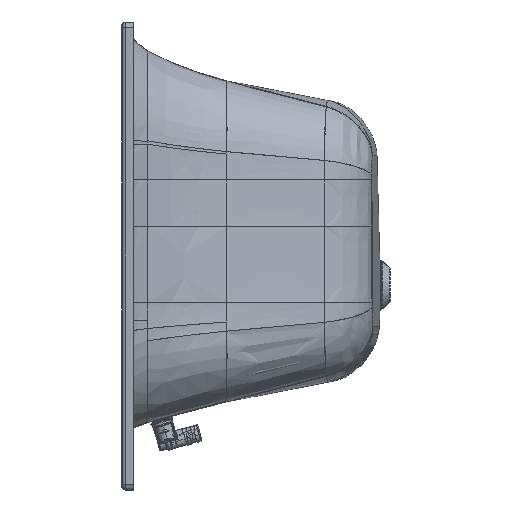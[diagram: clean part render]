
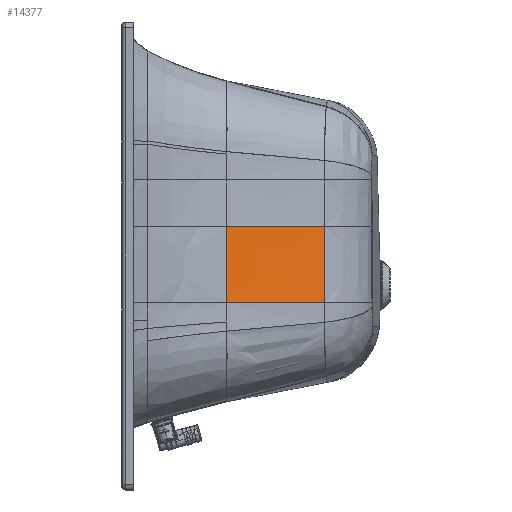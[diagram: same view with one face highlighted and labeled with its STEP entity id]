
A CAD part, left-side view. The second image highlights one B-rep face of the part: STEP entity #14377.
In plain terms, the highlighted free-form (B-spline) face has degree [3, 3] with [4, 4] control points.
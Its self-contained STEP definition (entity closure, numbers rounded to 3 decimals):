
#2230=DIRECTION('',(0.,0.,1.));
#2231=VECTOR('',#2230,130.);
#2232=CARTESIAN_POINT('',(-642.515,-346.685,-80.));
#2233=LINE('',#2232,#2231);
#2234=DIRECTION('',(0.,0.,-1.));
#2235=VECTOR('',#2234,130.);
#2236=CARTESIAN_POINT('',(-721.4,-179.854,50.));
#2237=LINE('',#2236,#2235);
#2238=CARTESIAN_POINT('',(-721.4,-179.854,50.));
#2239=CARTESIAN_POINT('',(-694.251,-235.055,50.));
#2240=CARTESIAN_POINT('',(-667.952,-290.675,50.));
#2241=CARTESIAN_POINT('',(-642.515,-346.685,50.));
#2252=CARTESIAN_POINT('',(-642.515,-346.685,-80.));
#2267=CARTESIAN_POINT('',(-721.4,-179.854,-80.));
#2269=CARTESIAN_POINT('',(-721.4,-179.854,-80.));
#2270=CARTESIAN_POINT('',(-694.251,-235.055,-80.));
#2271=CARTESIAN_POINT('',(-667.952,-290.675,-80.));
#2272=CARTESIAN_POINT('',(-642.515,-346.685,-80.));
#7839=VERTEX_POINT('',#2267);
#7840=CARTESIAN_POINT('',(-721.4,-179.854,50.));
#7841=VERTEX_POINT('',#7840);
#7849=VERTEX_POINT('',#2252);
#7850=CARTESIAN_POINT('',(-642.515,-346.685,50.));
#7851=VERTEX_POINT('',#7850);
#14352=CARTESIAN_POINT('',(-640.99,-350.046,-82.6));
#14353=CARTESIAN_POINT('',(-640.99,-350.046,
-37.533));
#14354=CARTESIAN_POINT('',(-640.99,-350.046,
7.533));
#14355=CARTESIAN_POINT('',(-640.99,-350.046,52.6));
#14356=CARTESIAN_POINT('',(-667.409,-291.779,-82.6));
#14357=CARTESIAN_POINT('',(-667.409,-291.779,
-37.533));
#14358=CARTESIAN_POINT('',(-667.409,-291.779,
7.533));
#14359=CARTESIAN_POINT('',(-667.409,-291.779,52.6));
#14360=CARTESIAN_POINT('',(-694.76,-233.934,-82.6));
#14361=CARTESIAN_POINT('',(-694.76,-233.934,
-37.533));
#14362=CARTESIAN_POINT('',(-694.76,-233.934,
7.533));
#14363=CARTESIAN_POINT('',(-694.76,-233.934,52.6));
#14364=CARTESIAN_POINT('',(-723.029,-176.542,-82.6));
#14365=CARTESIAN_POINT('',(-723.029,-176.542,
-37.533));
#14366=CARTESIAN_POINT('',(-723.029,-176.542,
7.533));
#14367=CARTESIAN_POINT('',(-723.029,-176.542,52.6));
#14368=B_SPLINE_SURFACE_WITH_KNOTS('',3,3,((#14352,#14353,#14354,#14355),
(#14356,#14357,#14358,#14359),(#14360,#14361,#14362,#14363),(#14364,#14365,
#14366,#14367)),.UNSPECIFIED.,.F.,.F.,.F.,(4,4),(4,4),(0.344,
1.013),(-0.02,1.02),.UNSPECIFIED.);
#14369=ORIENTED_EDGE('',*,*,#12508,.F.);
#14371=ORIENTED_EDGE('',*,*,#14370,.F.);
#14373=ORIENTED_EDGE('',*,*,#14372,.F.);
#14374=ORIENTED_EDGE('',*,*,#14344,.T.);
#14375=EDGE_LOOP('',(#14369,#14371,#14373,#14374));
#14376=FACE_OUTER_BOUND('',#14375,.F.);
#14377=ADVANCED_FACE('',(#14376),#14368,.F.);
#2242=B_SPLINE_CURVE_WITH_KNOTS('',3,(#2238,#2239,#2240,#2241),.UNSPECIFIED.,
.F.,.F.,(4,4),(0.,1.),.UNSPECIFIED.);
#2273=B_SPLINE_CURVE_WITH_KNOTS('',3,(#2269,#2270,#2271,#2272),.UNSPECIFIED.,
.F.,.F.,(4,4),(0.,1.),.UNSPECIFIED.);
#12508=EDGE_CURVE('',#7849,#7851,#2233,.T.);
#14344=EDGE_CURVE('',#7841,#7851,#2242,.T.);
#14370=EDGE_CURVE('',#7839,#7849,#2273,.T.);
#14372=EDGE_CURVE('',#7841,#7839,#2237,.T.);
